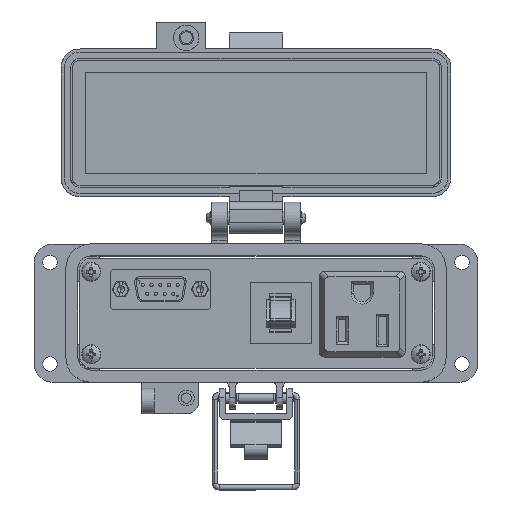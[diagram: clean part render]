
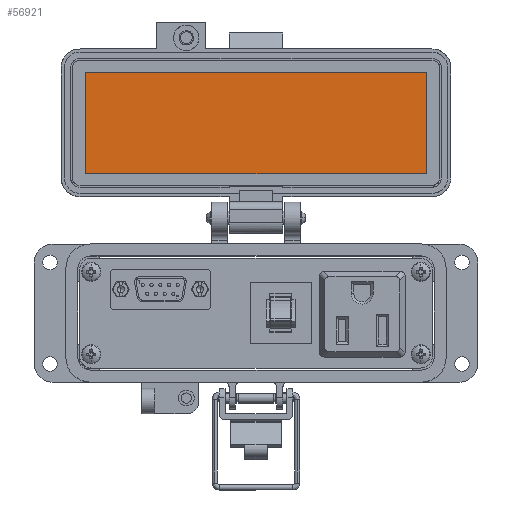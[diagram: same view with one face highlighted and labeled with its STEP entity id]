
A CAD part, top view. The second image highlights one B-rep face of the part: STEP entity #56921.
In plain terms, the highlighted planar face has unit normal (0, 0, 1).
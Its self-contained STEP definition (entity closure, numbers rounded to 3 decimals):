
#4409 = CARTESIAN_POINT ( 'NONE',  ( 53.75, 67.154, -25.55 ) ) ;
#4715 = EDGE_CURVE ( 'NONE', #45476, #48805, #42294, .T. ) ;
#5259 = LINE ( 'NONE', #24691, #61760 ) ;
#7629 = ORIENTED_EDGE ( 'NONE', *, *, #4715, .F. ) ;
#12688 = VECTOR ( 'NONE', #36897, 1000. ) ;
#15322 = AXIS2_PLACEMENT_3D ( 'NONE', #22496, #17413, #26657 ) ;
#16268 = CARTESIAN_POINT ( 'NONE',  ( 53.75, 51.154, -25.55 ) ) ;
#17179 = DIRECTION ( 'NONE',  ( 1., 0., 0. ) ) ;
#17413 = DIRECTION ( 'NONE',  ( 0., 0., 1. ) ) ;
#17800 = LINE ( 'NONE', #46762, #24390 ) ;
#18108 = CARTESIAN_POINT ( 'NONE',  ( 42., 51.154, -25.55 ) ) ;
#18846 = VERTEX_POINT ( 'NONE', #43832 ) ;
#19160 = CARTESIAN_POINT ( 'NONE',  ( -53.75, 83.154, -25.55 ) ) ;
#19536 = ORIENTED_EDGE ( 'NONE', *, *, #21052, .F. ) ;
#19585 = DIRECTION ( 'NONE',  ( 0., 1., 0. ) ) ;
#21052 = EDGE_CURVE ( 'NONE', #36277, #18846, #17800, .T. ) ;
#21876 = PLANE ( 'NONE',  #15322 ) ;
#22496 = CARTESIAN_POINT ( 'NONE',  ( -8.5, 67.154, -25.55 ) ) ;
#24390 = VECTOR ( 'NONE', #17179, 1000. ) ;
#24691 = CARTESIAN_POINT ( 'NONE',  ( -53.75, 67.154, -25.55 ) ) ;
#26553 = CARTESIAN_POINT ( 'NONE',  ( -53.75, 51.154, -25.55 ) ) ;
#26592 = ORIENTED_EDGE ( 'NONE', *, *, #26653, .F. ) ;
#26653 = EDGE_CURVE ( 'NONE', #48805, #36277, #5259, .T. ) ;
#26657 = DIRECTION ( 'NONE',  ( 0., -1., 0. ) ) ;
#31852 = EDGE_CURVE ( 'NONE', #18846, #45476, #37836, .T. ) ;
#36277 = VERTEX_POINT ( 'NONE', #19160 ) ;
#36897 = DIRECTION ( 'NONE',  ( 0., -1., 0. ) ) ;
#37515 = DIRECTION ( 'NONE',  ( -1., 0., 0. ) ) ;
#37836 = LINE ( 'NONE', #4409, #12688 ) ;
#42294 = LINE ( 'NONE', #18108, #44981 ) ;
#43832 = CARTESIAN_POINT ( 'NONE',  ( 53.75, 83.154, -25.55 ) ) ;
#44981 = VECTOR ( 'NONE', #37515, 1000. ) ;
#45476 = VERTEX_POINT ( 'NONE', #16268 ) ;
#46058 = FACE_OUTER_BOUND ( 'NONE', #55307, .T. ) ;
#46762 = CARTESIAN_POINT ( 'NONE',  ( -8.5, 83.154, -25.55 ) ) ;
#48805 = VERTEX_POINT ( 'NONE', #26553 ) ;
#52167 = ORIENTED_EDGE ( 'NONE', *, *, #31852, .F. ) ;
#55307 = EDGE_LOOP ( 'NONE', ( #19536, #26592, #7629, #52167 ) ) ;
#56921 = ADVANCED_FACE ( 'NONE', ( #46058 ), #21876, .T. ) ;
#61760 = VECTOR ( 'NONE', #19585, 1000. ) ;
